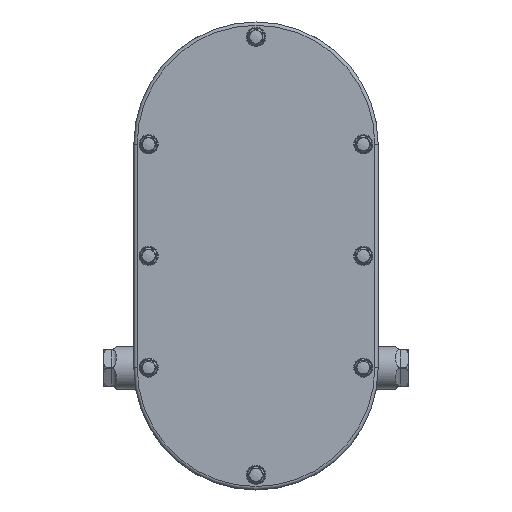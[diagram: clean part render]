
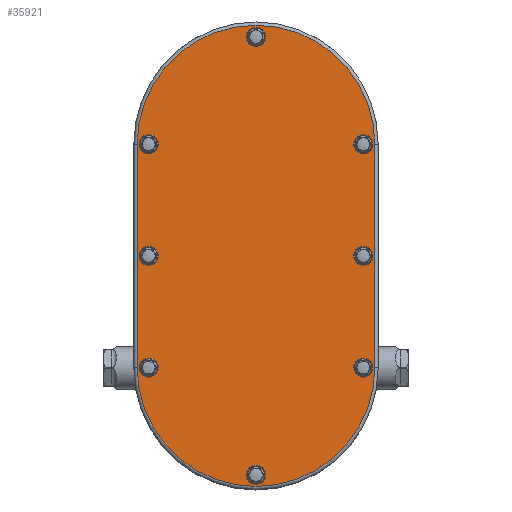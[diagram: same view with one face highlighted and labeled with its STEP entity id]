
A CAD part, top view. The second image highlights one B-rep face of the part: STEP entity #35921.
In plain terms, the highlighted planar face has unit normal (0, 0, 1).
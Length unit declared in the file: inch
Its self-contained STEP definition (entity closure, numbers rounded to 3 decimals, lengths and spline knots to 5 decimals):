
#8 = AXIS2_PLACEMENT_3D ( 'NONE', #55486, #5563, #75322 ) ;
#616 = FACE_BOUND ( 'NONE', #91635, .T. ) ;
#1704 = DIRECTION ( 'NONE',  ( 0., 0., -1. ) ) ;
#3669 = CARTESIAN_POINT ( 'NONE',  ( 2.74608, 2.62697, 4.86764 ) ) ;
#5167 = EDGE_LOOP ( 'NONE', ( #92236 ) ) ;
#5563 = DIRECTION ( 'NONE',  ( 0., 0., -1. ) ) ;
#7013 = EDGE_CURVE ( 'NONE', #13225, #13225, #101469, .T. ) ;
#7228 = VERTEX_POINT ( 'NONE', #33814 ) ;
#8703 = CARTESIAN_POINT ( 'NONE',  ( -2.30195, 2.62697, 4.86764 ) ) ;
#11705 = CIRCLE ( 'NONE', #26199, 0.22206 ) ;
#12077 = LINE ( 'NONE', #30722, #68298 ) ;
#13225 = VERTEX_POINT ( 'NONE', #39259 ) ;
#14989 = DIRECTION ( 'NONE',  ( 0., 0., 1. ) ) ;
#17532 = EDGE_LOOP ( 'NONE', ( #51454 ) ) ;
#17959 = AXIS2_PLACEMENT_3D ( 'NONE', #43001, #111114, #33379 ) ;
#20473 = CIRCLE ( 'NONE', #27659, 0.22206 ) ;
#21107 = EDGE_CURVE ( 'NONE', #40673, #40673, #74095, .T. ) ;
#21135 = CARTESIAN_POINT ( 'NONE',  ( -2.52402, 5.25394, 4.86764 ) ) ;
#21660 = CARTESIAN_POINT ( 'NONE',  ( 0., 7.77795, 4.86764 ) ) ;
#22577 = CIRCLE ( 'NONE', #95057, 2.79528 ) ;
#23358 = VERTEX_POINT ( 'NONE', #66419 ) ;
#23620 = EDGE_CURVE ( 'NONE', #7228, #7228, #58940, .T. ) ;
#23756 = CARTESIAN_POINT ( 'NONE',  ( 2.79528, 5.25394, 4.86764 ) ) ;
#24178 = VERTEX_POINT ( 'NONE', #102441 ) ;
#26199 = AXIS2_PLACEMENT_3D ( 'NONE', #21660, #38109, #107330 ) ;
#27624 = CIRCLE ( 'NONE', #91014, 0.22206 ) ;
#27659 = AXIS2_PLACEMENT_3D ( 'NONE', #67359, #32193, #101997 ) ;
#27996 = CIRCLE ( 'NONE', #98607, 2.79528 ) ;
#28449 = ORIENTED_EDGE ( 'NONE', *, *, #71758, .T. ) ;
#28600 = CARTESIAN_POINT ( 'NONE',  ( 0.22206, 7.77795, 4.86764 ) ) ;
#28888 = DIRECTION ( 'NONE',  ( 0., 0., 1. ) ) ;
#29156 = VERTEX_POINT ( 'NONE', #104158 ) ;
#29923 = DIRECTION ( 'NONE',  ( 0., 0., 1. ) ) ;
#30722 = CARTESIAN_POINT ( 'NONE',  ( -2.79528, 5.25394, 4.86764 ) ) ;
#32193 = DIRECTION ( 'NONE',  ( 0., 0., -1. ) ) ;
#33379 = DIRECTION ( 'NONE',  ( 1., 0., 0. ) ) ;
#33814 = CARTESIAN_POINT ( 'NONE',  ( 0.22206, -2.52402, 4.86764 ) ) ;
#34129 = EDGE_LOOP ( 'NONE', ( #38012 ) ) ;
#35198 = FACE_BOUND ( 'NONE', #17532, .T. ) ;
#35921 = ADVANCED_FACE ( 'NONE', ( #84553, #58516, #616, #60191, #94788, #35198, #78318, #93111, #101634 ), #49984, .F. ) ;
#36845 = DIRECTION ( 'NONE',  ( 1., 0., 0. ) ) ;
#37534 = VERTEX_POINT ( 'NONE', #52934 ) ;
#38012 = ORIENTED_EDGE ( 'NONE', *, *, #73945, .T. ) ;
#38109 = DIRECTION ( 'NONE',  ( 0., 0., -1. ) ) ;
#38462 = ORIENTED_EDGE ( 'NONE', *, *, #78753, .T. ) ;
#39259 = CARTESIAN_POINT ( 'NONE',  ( -2.30195, 0., 4.86764 ) ) ;
#40673 = VERTEX_POINT ( 'NONE', #41216 ) ;
#40772 = VECTOR ( 'NONE', #76494, 39.37008 ) ;
#41029 = VERTEX_POINT ( 'NONE', #8703 ) ;
#41216 = CARTESIAN_POINT ( 'NONE',  ( -2.30195, 5.25394, 4.86764 ) ) ;
#41478 = CARTESIAN_POINT ( 'NONE',  ( 2.79528, 0., 4.86764 ) ) ;
#42637 = VERTEX_POINT ( 'NONE', #111973 ) ;
#43001 = CARTESIAN_POINT ( 'NONE',  ( 2.52402, 2.62697, 4.86764 ) ) ;
#43461 = AXIS2_PLACEMENT_3D ( 'NONE', #52179, #1704, #94753 ) ;
#43501 = EDGE_LOOP ( 'NONE', ( #69243, #44272, #95397, #77281 ) ) ;
#44272 = ORIENTED_EDGE ( 'NONE', *, *, #74958, .T. ) ;
#44967 = DIRECTION ( 'NONE',  ( -1., 0., 0. ) ) ;
#46403 = DIRECTION ( 'NONE',  ( 1., 0., 0. ) ) ;
#48754 = AXIS2_PLACEMENT_3D ( 'NONE', #21135, #55726, #90316 ) ;
#49984 = PLANE ( 'NONE',  #43461 ) ;
#51454 = ORIENTED_EDGE ( 'NONE', *, *, #21107, .T. ) ;
#52068 = LINE ( 'NONE', #23756, #40772 ) ;
#52179 = CARTESIAN_POINT ( 'NONE',  ( 0., 5.25394, 4.86764 ) ) ;
#52393 = CARTESIAN_POINT ( 'NONE',  ( 0., 5.25394, 4.86764 ) ) ;
#52934 = CARTESIAN_POINT ( 'NONE',  ( 2.74608, 0., 4.86764 ) ) ;
#53337 = ORIENTED_EDGE ( 'NONE', *, *, #7013, .T. ) ;
#55486 = CARTESIAN_POINT ( 'NONE',  ( -2.52402, 0., 4.86764 ) ) ;
#55726 = DIRECTION ( 'NONE',  ( 0., 0., -1. ) ) ;
#57226 = EDGE_CURVE ( 'NONE', #29156, #23358, #27996, .T. ) ;
#58516 = FACE_BOUND ( 'NONE', #78657, .T. ) ;
#58940 = CIRCLE ( 'NONE', #93343, 0.22206 ) ;
#60191 = FACE_BOUND ( 'NONE', #65931, .T. ) ;
#62869 = CARTESIAN_POINT ( 'NONE',  ( -2.52402, 2.62697, 4.86764 ) ) ;
#63211 = VERTEX_POINT ( 'NONE', #41478 ) ;
#65931 = EDGE_LOOP ( 'NONE', ( #38462 ) ) ;
#66419 = CARTESIAN_POINT ( 'NONE',  ( -2.79528, 5.25394, 4.86764 ) ) ;
#67359 = CARTESIAN_POINT ( 'NONE',  ( 2.52402, 5.25394, 4.86764 ) ) ;
#68298 = VECTOR ( 'NONE', #74421, 39.37008 ) ;
#69243 = ORIENTED_EDGE ( 'NONE', *, *, #57226, .T. ) ;
#71758 = EDGE_CURVE ( 'NONE', #24178, #24178, #20473, .T. ) ;
#72556 = CARTESIAN_POINT ( 'NONE',  ( 0., -2.52402, 4.86764 ) ) ;
#72891 = CIRCLE ( 'NONE', #87415, 0.22206 ) ;
#73945 = EDGE_CURVE ( 'NONE', #98397, #98397, #11705, .T. ) ;
#74095 = CIRCLE ( 'NONE', #48754, 0.22206 ) ;
#74421 = DIRECTION ( 'NONE',  ( 0., -1., 0. ) ) ;
#74958 = EDGE_CURVE ( 'NONE', #23358, #42637, #12077, .T. ) ;
#75101 = CARTESIAN_POINT ( 'NONE',  ( 0., 0., 4.86764 ) ) ;
#75322 = DIRECTION ( 'NONE',  ( 1., 0., 0. ) ) ;
#76494 = DIRECTION ( 'NONE',  ( 0., 1., 0. ) ) ;
#77281 = ORIENTED_EDGE ( 'NONE', *, *, #101416, .T. ) ;
#78318 = FACE_BOUND ( 'NONE', #106277, .T. ) ;
#78657 = EDGE_LOOP ( 'NONE', ( #28449 ) ) ;
#78753 = EDGE_CURVE ( 'NONE', #92098, #92098, #83101, .T. ) ;
#79332 = DIRECTION ( 'NONE',  ( 1., 0., 0. ) ) ;
#79340 = DIRECTION ( 'NONE',  ( 0., 0., -1. ) ) ;
#83101 = CIRCLE ( 'NONE', #17959, 0.22206 ) ;
#84553 = FACE_BOUND ( 'NONE', #5167, .T. ) ;
#84596 = EDGE_CURVE ( 'NONE', #41029, #41029, #72891, .T. ) ;
#84678 = ORIENTED_EDGE ( 'NONE', *, *, #23620, .F. ) ;
#87415 = AXIS2_PLACEMENT_3D ( 'NONE', #62869, #79340, #46403 ) ;
#89388 = EDGE_CURVE ( 'NONE', #37534, #37534, #27624, .T. ) ;
#90316 = DIRECTION ( 'NONE',  ( 1., 0., 0. ) ) ;
#91014 = AXIS2_PLACEMENT_3D ( 'NONE', #105455, #29923, #79332 ) ;
#91130 = EDGE_LOOP ( 'NONE', ( #84678 ) ) ;
#91635 = EDGE_LOOP ( 'NONE', ( #53337 ) ) ;
#92096 = DIRECTION ( 'NONE',  ( -1., 0., 0. ) ) ;
#92098 = VERTEX_POINT ( 'NONE', #3669 ) ;
#92236 = ORIENTED_EDGE ( 'NONE', *, *, #84596, .T. ) ;
#93111 = FACE_BOUND ( 'NONE', #91130, .T. ) ;
#93343 = AXIS2_PLACEMENT_3D ( 'NONE', #72556, #28888, #36845 ) ;
#94753 = DIRECTION ( 'NONE',  ( -1., 0., 0. ) ) ;
#94788 = FACE_BOUND ( 'NONE', #34129, .T. ) ;
#95057 = AXIS2_PLACEMENT_3D ( 'NONE', #75101, #14989, #92096 ) ;
#95397 = ORIENTED_EDGE ( 'NONE', *, *, #100926, .T. ) ;
#95498 = DIRECTION ( 'NONE',  ( 0., 0., 1. ) ) ;
#96941 = ORIENTED_EDGE ( 'NONE', *, *, #89388, .F. ) ;
#98397 = VERTEX_POINT ( 'NONE', #28600 ) ;
#98607 = AXIS2_PLACEMENT_3D ( 'NONE', #52393, #95498, #44967 ) ;
#100926 = EDGE_CURVE ( 'NONE', #42637, #63211, #22577, .T. ) ;
#101416 = EDGE_CURVE ( 'NONE', #63211, #29156, #52068, .T. ) ;
#101469 = CIRCLE ( 'NONE', #8, 0.22206 ) ;
#101634 = FACE_OUTER_BOUND ( 'NONE', #43501, .T. ) ;
#101997 = DIRECTION ( 'NONE',  ( 1., 0., 0. ) ) ;
#102441 = CARTESIAN_POINT ( 'NONE',  ( 2.74608, 5.25394, 4.86764 ) ) ;
#104158 = CARTESIAN_POINT ( 'NONE',  ( 2.79528, 5.25394, 4.86764 ) ) ;
#105455 = CARTESIAN_POINT ( 'NONE',  ( 2.52402, 0., 4.86764 ) ) ;
#106277 = EDGE_LOOP ( 'NONE', ( #96941 ) ) ;
#107330 = DIRECTION ( 'NONE',  ( 1., 0., 0. ) ) ;
#111114 = DIRECTION ( 'NONE',  ( 0., 0., -1. ) ) ;
#111973 = CARTESIAN_POINT ( 'NONE',  ( -2.79528, 0., 4.86764 ) ) ;
